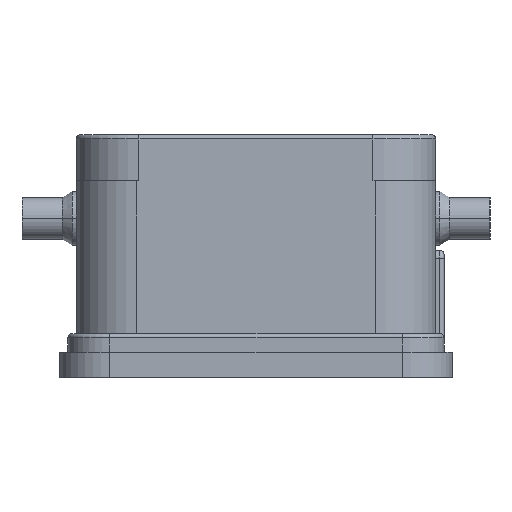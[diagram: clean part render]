
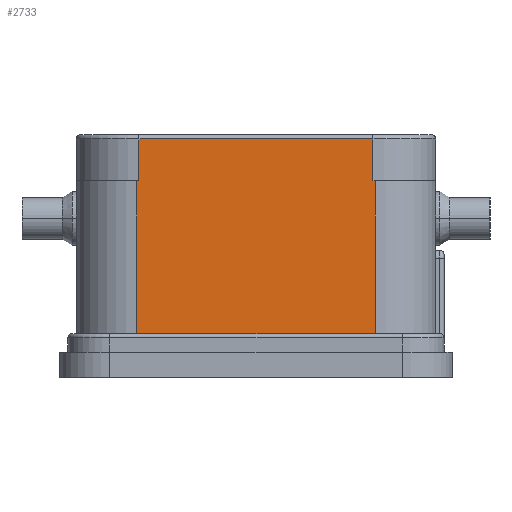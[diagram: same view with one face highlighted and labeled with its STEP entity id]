
A CAD part, left-side view. The second image highlights one B-rep face of the part: STEP entity #2733.
In plain terms, the highlighted planar face has unit normal (-1, 0, 0).
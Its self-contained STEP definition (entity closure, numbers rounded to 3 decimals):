
#10 = VERTEX_POINT ( 'NONE', #34 ) ;
#34 = CARTESIAN_POINT ( 'NONE',  ( -54.318, 18.74, 162.3 ) ) ;
#147 = ORIENTED_EDGE ( 'NONE', *, *, #1613, .F. ) ;
#223 = ORIENTED_EDGE ( 'NONE', *, *, #4222, .F. ) ;
#275 = AXIS2_PLACEMENT_3D ( 'NONE', #1580, #4216, #1114 ) ;
#322 = CARTESIAN_POINT ( 'NONE',  ( -54.318, 18.74, 144. ) ) ;
#337 = DIRECTION ( 'NONE',  ( 0., -1., 0. ) ) ;
#467 = VERTEX_POINT ( 'NONE', #4685 ) ;
#590 = ORIENTED_EDGE ( 'NONE', *, *, #4152, .T. ) ;
#887 = LINE ( 'NONE', #1815, #1301 ) ;
#971 = EDGE_CURVE ( 'NONE', #3562, #3393, #4237, .T. ) ;
#1009 = VECTOR ( 'NONE', #3366, 1000. ) ;
#1114 = DIRECTION ( 'NONE',  ( 0., 1., 0. ) ) ;
#1155 = LINE ( 'NONE', #1642, #5790 ) ;
#1172 = ORIENTED_EDGE ( 'NONE', *, *, #4364, .T. ) ;
#1201 = FACE_OUTER_BOUND ( 'NONE', #2248, .T. ) ;
#1301 = VECTOR ( 'NONE', #4400, 1000. ) ;
#1318 = VERTEX_POINT ( 'NONE', #2750 ) ;
#1475 = CARTESIAN_POINT ( 'NONE',  ( -54.318, 18.49, 167.3 ) ) ;
#1580 = CARTESIAN_POINT ( 'NONE',  ( -54.318, 25.99, 167.8 ) ) ;
#1611 = PLANE ( 'NONE',  #275 ) ;
#1613 = EDGE_CURVE ( 'NONE', #10, #4702, #3898, .T. ) ;
#1617 = DIRECTION ( 'NONE',  ( 0., 1., 0. ) ) ;
#1642 = CARTESIAN_POINT ( 'NONE',  ( -54.318, 4.49, 144. ) ) ;
#1815 = CARTESIAN_POINT ( 'NONE',  ( -54.318, 18.49, 167.8 ) ) ;
#1942 = CARTESIAN_POINT ( 'NONE',  ( -54.318, -9.51, 167.8 ) ) ;
#2080 = LINE ( 'NONE', #5638, #3362 ) ;
#2141 = ORIENTED_EDGE ( 'NONE', *, *, #5555, .T. ) ;
#2248 = EDGE_LOOP ( 'NONE', ( #2141, #590, #1172, #147, #2801, #223, #5310, #5288 ) ) ;
#2415 = VECTOR ( 'NONE', #337, 1000. ) ;
#2466 = DIRECTION ( 'NONE',  ( 0., 1., 0. ) ) ;
#2555 = CARTESIAN_POINT ( 'NONE',  ( -54.318, 26.99, 162.3 ) ) ;
#2559 = CARTESIAN_POINT ( 'NONE',  ( -54.318, 18.74, 144. ) ) ;
#2733 = ADVANCED_FACE ( 'NONE', ( #1201 ), #1611, .F. ) ;
#2750 = CARTESIAN_POINT ( 'NONE',  ( -54.318, -9.76, 144. ) ) ;
#2801 = ORIENTED_EDGE ( 'NONE', *, *, #4269, .T. ) ;
#2926 = CARTESIAN_POINT ( 'NONE',  ( -54.318, -9.51, 162.3 ) ) ;
#3078 = LINE ( 'NONE', #4947, #3468 ) ;
#3354 = VERTEX_POINT ( 'NONE', #1475 ) ;
#3362 = VECTOR ( 'NONE', #1617, 1000. ) ;
#3366 = DIRECTION ( 'NONE',  ( 0., -1., 0. ) ) ;
#3393 = VERTEX_POINT ( 'NONE', #4937 ) ;
#3468 = VECTOR ( 'NONE', #5749, 1000. ) ;
#3562 = VERTEX_POINT ( 'NONE', #2926 ) ;
#3890 = CARTESIAN_POINT ( 'NONE',  ( -54.318, 26.99, 162.3 ) ) ;
#3898 = LINE ( 'NONE', #2555, #2415 ) ;
#4152 = EDGE_CURVE ( 'NONE', #467, #3354, #2080, .T. ) ;
#4216 = DIRECTION ( 'NONE',  ( 1., 0., 0. ) ) ;
#4222 = EDGE_CURVE ( 'NONE', #1318, #4830, #1155, .T. ) ;
#4237 = LINE ( 'NONE', #3890, #1009 ) ;
#4269 = EDGE_CURVE ( 'NONE', #10, #4830, #5167, .T. ) ;
#4364 = EDGE_CURVE ( 'NONE', #3354, #4702, #887, .T. ) ;
#4400 = DIRECTION ( 'NONE',  ( 0., 0., -1. ) ) ;
#4685 = CARTESIAN_POINT ( 'NONE',  ( -54.318, -9.51, 167.3 ) ) ;
#4702 = VERTEX_POINT ( 'NONE', #4828 ) ;
#4718 = DIRECTION ( 'NONE',  ( 0., 0., -1. ) ) ;
#4828 = CARTESIAN_POINT ( 'NONE',  ( -54.318, 18.49, 162.3 ) ) ;
#4830 = VERTEX_POINT ( 'NONE', #322 ) ;
#4937 = CARTESIAN_POINT ( 'NONE',  ( -54.318, -9.76, 162.3 ) ) ;
#4947 = CARTESIAN_POINT ( 'NONE',  ( -54.318, -9.76, 162.3 ) ) ;
#5088 = DIRECTION ( 'NONE',  ( 0., 0., 1. ) ) ;
#5132 = VECTOR ( 'NONE', #4718, 1000. ) ;
#5167 = LINE ( 'NONE', #2559, #5132 ) ;
#5288 = ORIENTED_EDGE ( 'NONE', *, *, #971, .F. ) ;
#5310 = ORIENTED_EDGE ( 'NONE', *, *, #5341, .T. ) ;
#5341 = EDGE_CURVE ( 'NONE', #1318, #3393, #3078, .T. ) ;
#5497 = LINE ( 'NONE', #1942, #5624 ) ;
#5555 = EDGE_CURVE ( 'NONE', #3562, #467, #5497, .T. ) ;
#5624 = VECTOR ( 'NONE', #5088, 1000. ) ;
#5638 = CARTESIAN_POINT ( 'NONE',  ( -54.318, 18.49, 167.3 ) ) ;
#5749 = DIRECTION ( 'NONE',  ( 0., 0., 1. ) ) ;
#5790 = VECTOR ( 'NONE', #2466, 1000. ) ;
